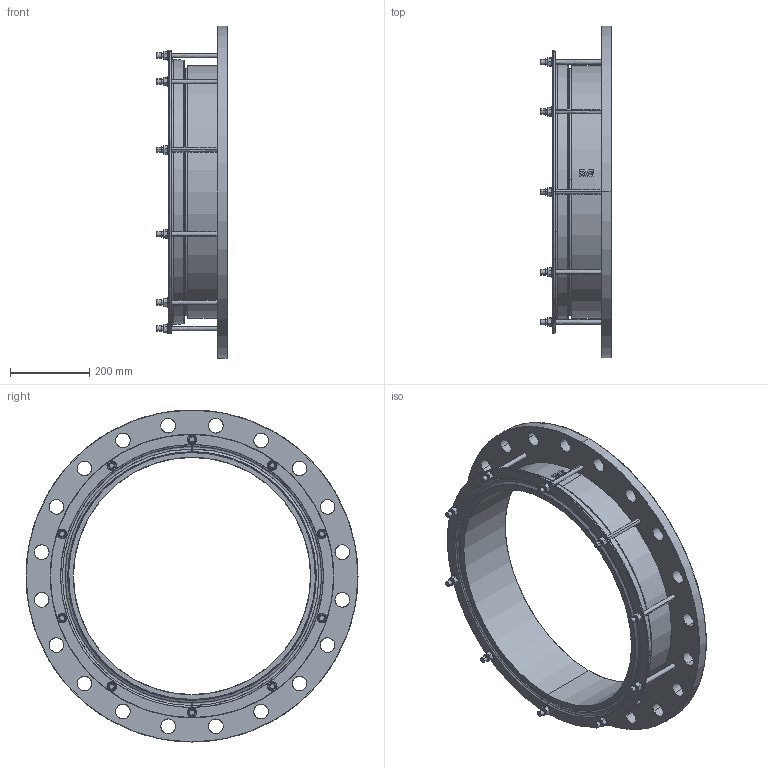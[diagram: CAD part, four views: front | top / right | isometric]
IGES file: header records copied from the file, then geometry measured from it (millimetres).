
Start section: SolidWorks IGES file using analytic representation for surfaces
Global section: file name: O_260_30_DN600_610mm_IGS.IGS; native system: SolidWorks 2012; preprocessor: SolidWorks 2012; author: ken; date: 150415.144215; units: millimetre
Bounding box: 178 x 840 x 840 mm (x, y, z)
Surface area: 1398585.2 mm2 (no closed solid volume)
Topology: 0 solids, 0 shells, 332 faces, 4458 edges, 4458 vertices
Faces by surface type: bspline 170, revolution 162
